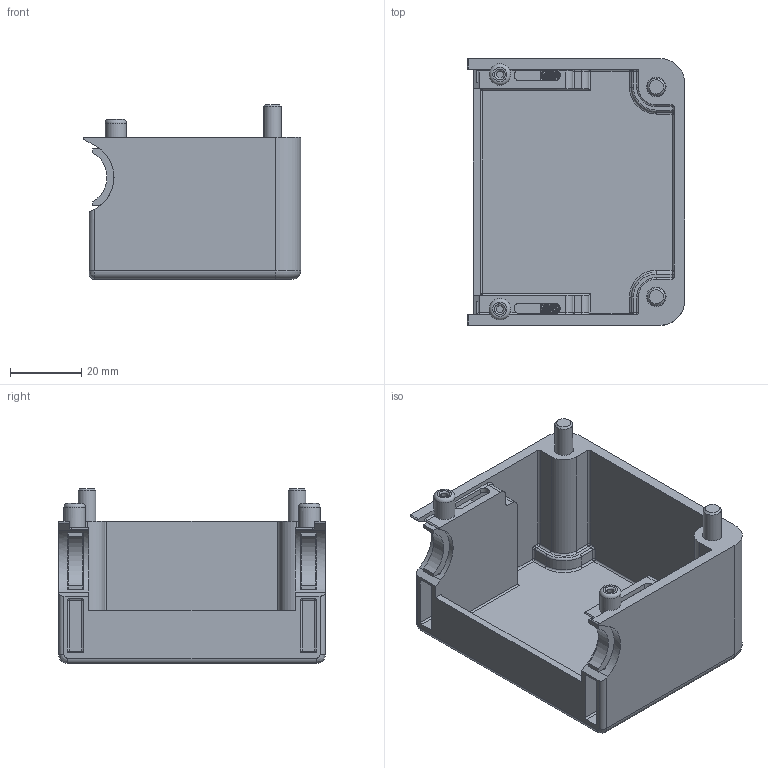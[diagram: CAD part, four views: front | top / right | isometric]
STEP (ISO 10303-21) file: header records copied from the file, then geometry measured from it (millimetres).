
FILE_DESCRIPTION(/* description */ ('Abdeckkappe LR 16'),/* implementation_level */ '2;1');
FILE_NAME(/* name */ 'ZEI_CAD_280815-0-REV00_#SALL_#AIN_#V1.step',/* time_stamp */ '2022-10-10T07:04:47+02:00',/* author */ ('MiniTec'),/* organization */ ('MiniTec GmbH & Co.KG'),/* preprocessor_version */ 'ST-DEVELOPER v18.1',/* originating_system */ 'Autodesk Inventor 2021',/* authorisation */ '');
FILE_SCHEMA (('CONFIG_CONTROL_DESIGN'));
Length unit declared in the file: millimetre
Products named in the file (6): leer; 28-0815-1FZ.002; leer_1; leer_2; 28-0816-0FZ.000; leer_3
Assembly tree (9 placements, depth 2):
  leer
    28-0815-1FZ.002
    leer_1  x2
    leer_2  x2
    28-0816-0FZ.000  x2
    leer_3  x2
Bounding box: 61.17 x 75 x 49.2 mm (x, y, z)
Volume: 46776.3 mm3; surface area: 35181.5 mm2
Topology: 9 solids, 9 shells, 540 faces, 1315 edges, 742 vertices
Faces by surface type: cylinder 207, plane 198, sphere 61, torus 38, bspline 32, cone 4
Full cylindrical faces by diameter (mm): 2 x2, 5 x2, 5.5 x2, 6 x2, 8.5 x2, 10 x2
Entity records: 26119 total; most frequent: CARTESIAN_POINT 14342, DIRECTION 2583, ORIENTED_EDGE 2314, EDGE_CURVE 1157, AXIS2_PLACEMENT_3D 983, VERTEX_POINT 682, LINE 617, VECTOR 617
